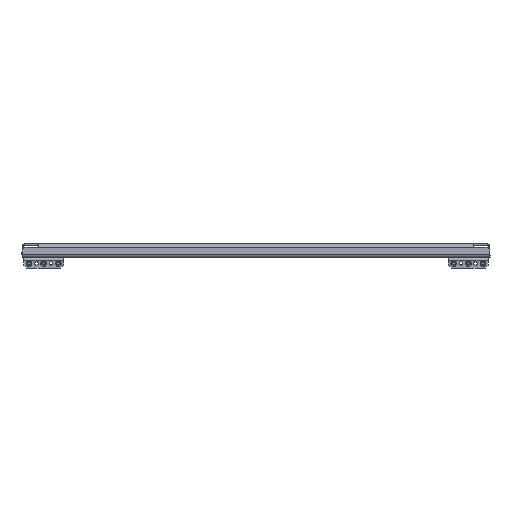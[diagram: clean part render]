
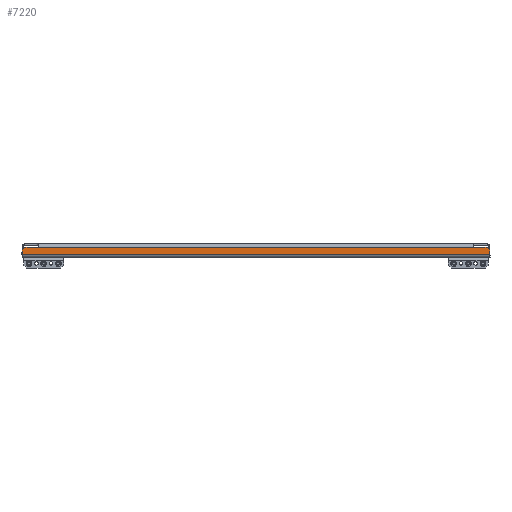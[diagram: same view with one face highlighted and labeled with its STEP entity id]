
A CAD part, left-side view. The second image highlights one B-rep face of the part: STEP entity #7220.
In plain terms, the highlighted planar face has unit normal (-1, 0, 0).
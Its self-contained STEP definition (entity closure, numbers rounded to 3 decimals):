
#61 = AXIS2_PLACEMENT_3D ( 'NONE', #11253, #7214, #13170 ) ;
#150 = DIRECTION ( 'NONE',  ( 0., 0.707, -0.707 ) ) ;
#280 = VERTEX_POINT ( 'NONE', #8118 ) ;
#413 = EDGE_CURVE ( 'NONE', #10587, #1320, #2131, .T. ) ;
#502 = DIRECTION ( 'NONE',  ( 0., 0., 1. ) ) ;
#509 = EDGE_LOOP ( 'NONE', ( #5308, #12943, #1691, #4492, #10703, #9078, #7371, #12215 ) ) ;
#998 = LINE ( 'NONE', #1378, #5002 ) ;
#1109 = VERTEX_POINT ( 'NONE', #11296 ) ;
#1262 = CARTESIAN_POINT ( 'NONE',  ( -549.5, -399.5, 0. ) ) ;
#1320 = VERTEX_POINT ( 'NONE', #2808 ) ;
#1378 = CARTESIAN_POINT ( 'NONE',  ( -549.5, -399.5, -3. ) ) ;
#1412 = EDGE_CURVE ( 'NONE', #8569, #1109, #5202, .T. ) ;
#1691 = ORIENTED_EDGE ( 'NONE', *, *, #1412, .F. ) ;
#2131 = LINE ( 'NONE', #2929, #11465 ) ;
#2360 = VERTEX_POINT ( 'NONE', #11592 ) ;
#2374 = CARTESIAN_POINT ( 'NONE',  ( -549.5, -399.5, -8. ) ) ;
#2438 = EDGE_CURVE ( 'NONE', #2360, #3126, #4776, .T. ) ;
#2482 = VECTOR ( 'NONE', #11039, 1000. ) ;
#2526 = DIRECTION ( 'NONE',  ( 0., 1., 0. ) ) ;
#2763 = VERTEX_POINT ( 'NONE', #10870 ) ;
#2808 = CARTESIAN_POINT ( 'NONE',  ( -549.5, 399.5, -15. ) ) ;
#2884 = DIRECTION ( 'NONE',  ( 0., -1., 0. ) ) ;
#2903 = EDGE_CURVE ( 'NONE', #1320, #2360, #8301, .T. ) ;
#2929 = CARTESIAN_POINT ( 'NONE',  ( -549.5, 399.5, 0. ) ) ;
#3033 = FACE_OUTER_BOUND ( 'NONE', #509, .T. ) ;
#3126 = VERTEX_POINT ( 'NONE', #2374 ) ;
#3468 = DIRECTION ( 'NONE',  ( 0., -1., 0. ) ) ;
#4492 = ORIENTED_EDGE ( 'NONE', *, *, #6897, .T. ) ;
#4776 = LINE ( 'NONE', #1262, #8653 ) ;
#4861 = EDGE_CURVE ( 'NONE', #2763, #280, #998, .T. ) ;
#5002 = VECTOR ( 'NONE', #3468, 1000. ) ;
#5017 = VECTOR ( 'NONE', #5304, 1000. ) ;
#5202 = LINE ( 'NONE', #8164, #8290 ) ;
#5240 = CARTESIAN_POINT ( 'NONE',  ( -549.5, -371.5, -3. ) ) ;
#5304 = DIRECTION ( 'NONE',  ( 0., 0.707, 0.707 ) ) ;
#5308 = ORIENTED_EDGE ( 'NONE', *, *, #2438, .T. ) ;
#5354 = EDGE_CURVE ( 'NONE', #3126, #1109, #6640, .T. ) ;
#6611 = EDGE_CURVE ( 'NONE', #2763, #10587, #7724, .T. ) ;
#6640 = LINE ( 'NONE', #10501, #5017 ) ;
#6897 = EDGE_CURVE ( 'NONE', #8569, #280, #8683, .T. ) ;
#7214 = DIRECTION ( 'NONE',  ( 1., 0., 0. ) ) ;
#7220 = ADVANCED_FACE ( 'NONE', ( #3033 ), #9204, .F. ) ;
#7371 = ORIENTED_EDGE ( 'NONE', *, *, #413, .T. ) ;
#7724 = LINE ( 'NONE', #9040, #12871 ) ;
#8118 = CARTESIAN_POINT ( 'NONE',  ( -549.5, 371.5, -3. ) ) ;
#8164 = CARTESIAN_POINT ( 'NONE',  ( -549.5, -399.5, -3. ) ) ;
#8290 = VECTOR ( 'NONE', #2884, 1000. ) ;
#8301 = LINE ( 'NONE', #12094, #2482 ) ;
#8569 = VERTEX_POINT ( 'NONE', #5240 ) ;
#8653 = VECTOR ( 'NONE', #502, 1000. ) ;
#8661 = CARTESIAN_POINT ( 'NONE',  ( -549.5, 371.5, -3. ) ) ;
#8683 = LINE ( 'NONE', #8661, #9668 ) ;
#9023 = CARTESIAN_POINT ( 'NONE',  ( -549.5, 399.5, -8. ) ) ;
#9040 = CARTESIAN_POINT ( 'NONE',  ( -549.5, 394.5, -3. ) ) ;
#9078 = ORIENTED_EDGE ( 'NONE', *, *, #6611, .T. ) ;
#9204 = PLANE ( 'NONE',  #61 ) ;
#9668 = VECTOR ( 'NONE', #2526, 1000. ) ;
#10141 = DIRECTION ( 'NONE',  ( 0., 0., -1. ) ) ;
#10501 = CARTESIAN_POINT ( 'NONE',  ( -549.5, -399.5, -8. ) ) ;
#10587 = VERTEX_POINT ( 'NONE', #9023 ) ;
#10703 = ORIENTED_EDGE ( 'NONE', *, *, #4861, .F. ) ;
#10870 = CARTESIAN_POINT ( 'NONE',  ( -549.5, 394.5, -3. ) ) ;
#11039 = DIRECTION ( 'NONE',  ( 0., -1., 0. ) ) ;
#11253 = CARTESIAN_POINT ( 'NONE',  ( -549.5, 0., 0. ) ) ;
#11296 = CARTESIAN_POINT ( 'NONE',  ( -549.5, -394.5, -3. ) ) ;
#11465 = VECTOR ( 'NONE', #10141, 1000. ) ;
#11592 = CARTESIAN_POINT ( 'NONE',  ( -549.5, -399.5, -15. ) ) ;
#12094 = CARTESIAN_POINT ( 'NONE',  ( -549.5, 399.5, -15. ) ) ;
#12215 = ORIENTED_EDGE ( 'NONE', *, *, #2903, .T. ) ;
#12871 = VECTOR ( 'NONE', #150, 1000. ) ;
#12943 = ORIENTED_EDGE ( 'NONE', *, *, #5354, .T. ) ;
#13170 = DIRECTION ( 'NONE',  ( 0., 0., -1. ) ) ;
